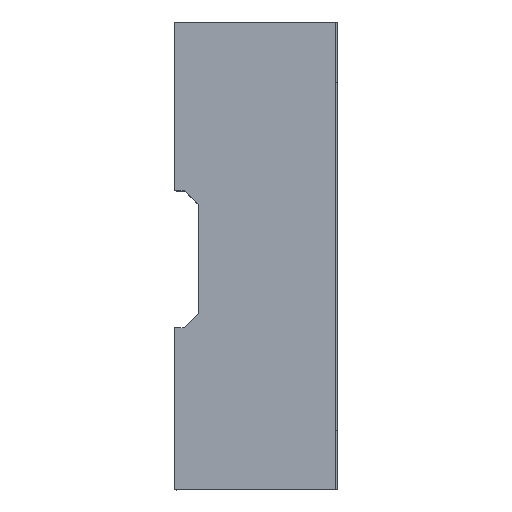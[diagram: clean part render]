
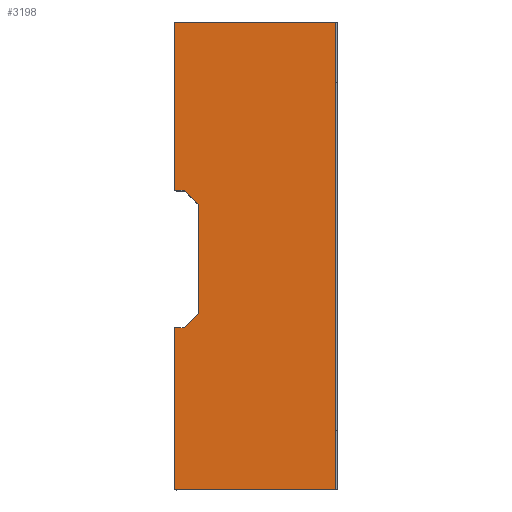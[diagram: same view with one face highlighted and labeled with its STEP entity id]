
A CAD part, left-side view. The second image highlights one B-rep face of the part: STEP entity #3198.
In plain terms, the highlighted planar face has unit normal (-1, 0, 0).
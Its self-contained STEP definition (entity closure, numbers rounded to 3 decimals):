
#158=FACE_OUTER_BOUND('',#327,.T.);
#327=EDGE_LOOP('',(#2139,#2140,#2141,#2142,#2143,#2144,#2145,#2146,#2147,
#2148,#2149));
#505=LINE('',#4565,#912);
#511=LINE('',#4578,#918);
#514=LINE('',#4582,#921);
#533=LINE('',#4621,#940);
#534=LINE('',#4623,#941);
#535=LINE('',#4625,#942);
#536=LINE('',#4627,#943);
#537=LINE('',#4629,#944);
#538=LINE('',#4631,#945);
#539=LINE('',#4633,#946);
#540=LINE('',#4634,#947);
#912=VECTOR('',#3677,10.);
#918=VECTOR('',#3685,10.);
#921=VECTOR('',#3690,10.);
#940=VECTOR('',#3723,10.);
#941=VECTOR('',#3724,10.);
#942=VECTOR('',#3725,10.);
#943=VECTOR('',#3726,10.);
#944=VECTOR('',#3727,10.);
#945=VECTOR('',#3728,10.);
#946=VECTOR('',#3729,10.);
#947=VECTOR('',#3730,10.);
#1319=VERTEX_POINT('',#4563);
#1320=VERTEX_POINT('',#4564);
#1325=VERTEX_POINT('',#4575);
#1326=VERTEX_POINT('',#4577);
#1339=VERTEX_POINT('',#4620);
#1340=VERTEX_POINT('',#4622);
#1341=VERTEX_POINT('',#4624);
#1342=VERTEX_POINT('',#4626);
#1343=VERTEX_POINT('',#4628);
#1344=VERTEX_POINT('',#4630);
#1345=VERTEX_POINT('',#4632);
#1630=EDGE_CURVE('',#1319,#1320,#505,.T.);
#1636=EDGE_CURVE('',#1326,#1325,#511,.F.);
#1639=EDGE_CURVE('',#1326,#1319,#514,.F.);
#1658=EDGE_CURVE('',#1339,#1325,#533,.T.);
#1659=EDGE_CURVE('',#1340,#1339,#534,.T.);
#1660=EDGE_CURVE('',#1340,#1341,#535,.T.);
#1661=EDGE_CURVE('',#1341,#1342,#536,.T.);
#1662=EDGE_CURVE('',#1342,#1343,#537,.T.);
#1663=EDGE_CURVE('',#1343,#1344,#538,.T.);
#1664=EDGE_CURVE('',#1344,#1345,#539,.T.);
#1665=EDGE_CURVE('',#1320,#1345,#540,.T.);
#2139=ORIENTED_EDGE('',*,*,#1639,.F.);
#2140=ORIENTED_EDGE('',*,*,#1636,.T.);
#2141=ORIENTED_EDGE('',*,*,#1658,.F.);
#2142=ORIENTED_EDGE('',*,*,#1659,.F.);
#2143=ORIENTED_EDGE('',*,*,#1660,.T.);
#2144=ORIENTED_EDGE('',*,*,#1661,.T.);
#2145=ORIENTED_EDGE('',*,*,#1662,.T.);
#2146=ORIENTED_EDGE('',*,*,#1663,.T.);
#2147=ORIENTED_EDGE('',*,*,#1664,.T.);
#2148=ORIENTED_EDGE('',*,*,#1665,.F.);
#2149=ORIENTED_EDGE('',*,*,#1630,.F.);
#3040=PLANE('',#3441);
#3198=ADVANCED_FACE('',(#158),#3040,.F.);
#3441=AXIS2_PLACEMENT_3D('',#4619,#3721,#3722);
#3677=DIRECTION('',(0.,1.,0.));
#3685=DIRECTION('',(0.,-1.,0.));
#3690=DIRECTION('',(0.,0.,1.));
#3721=DIRECTION('center_axis',(1.,0.,0.));
#3722=DIRECTION('ref_axis',(0.,1.,0.));
#3723=DIRECTION('',(0.,0.,1.));
#3724=DIRECTION('',(0.,0.,1.));
#3725=DIRECTION('',(0.,-1.,0.));
#3726=DIRECTION('',(0.,-0.707,-0.707));
#3727=DIRECTION('',(0.,0.,-1.));
#3728=DIRECTION('',(0.,0.707,-0.707));
#3729=DIRECTION('',(0.,1.,0.));
#3730=DIRECTION('',(0.,0.,1.));
#4563=CARTESIAN_POINT('',(-37.738,345.204,238.3));
#4564=CARTESIAN_POINT('',(-37.738,352.004,238.3));
#4565=CARTESIAN_POINT('',(-37.738,348.504,238.3));
#4575=CARTESIAN_POINT('',(-37.738,352.004,258.));
#4577=CARTESIAN_POINT('',(-37.738,345.204,258.));
#4578=CARTESIAN_POINT('',(-37.738,348.504,258.));
#4582=CARTESIAN_POINT('',(-37.738,345.204,246.8));
#4619=CARTESIAN_POINT('Origin',(-37.738,348.504,246.8));
#4620=CARTESIAN_POINT('',(-37.738,352.004,255.1));
#4621=CARTESIAN_POINT('',(-37.738,352.004,246.8));
#4622=CARTESIAN_POINT('',(-37.738,352.004,250.9));
#4623=CARTESIAN_POINT('',(-37.738,352.004,246.8));
#4624=CARTESIAN_POINT('',(-37.738,351.604,250.9));
#4625=CARTESIAN_POINT('',(-37.738,349.754,250.9));
#4626=CARTESIAN_POINT('',(-37.738,351.004,250.3));
#4627=CARTESIAN_POINT('',(-37.738,349.654,248.95));
#4628=CARTESIAN_POINT('',(-37.738,351.004,245.7));
#4629=CARTESIAN_POINT('',(-37.738,351.004,245.95));
#4630=CARTESIAN_POINT('',(-37.738,351.604,245.1));
#4631=CARTESIAN_POINT('',(-37.738,350.254,246.45));
#4632=CARTESIAN_POINT('',(-37.738,352.004,245.1));
#4633=CARTESIAN_POINT('',(-37.738,350.254,245.1));
#4634=CARTESIAN_POINT('',(-37.738,352.004,246.8));
